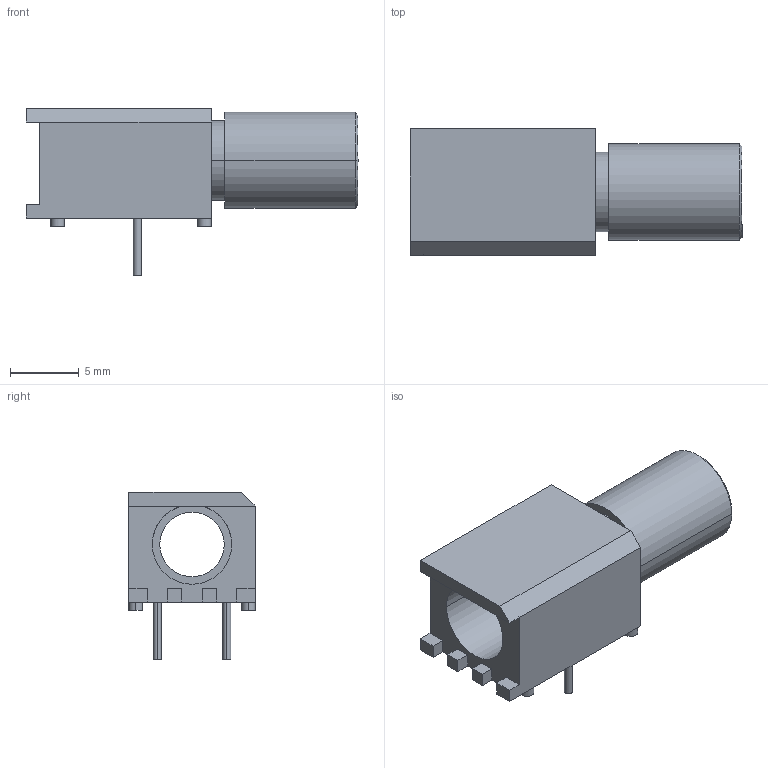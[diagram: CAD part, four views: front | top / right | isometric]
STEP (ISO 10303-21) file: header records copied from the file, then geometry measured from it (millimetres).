
FILE_DESCRIPTION((''),'2;1');
FILE_NAME('SFH350V.stp','2010-10-06T16:47:35',(''),(''),'Mechanical Desktop 2010','Mechanical Desktop 2010',', , ');
FILE_SCHEMA(('AUTOMOTIVE_DESIGN { 1 2 10303 214 1 1 1 1 }'));
Length unit declared in the file: millimetre
Products named in the file (1): Product
Bounding box: 24.2 x 9.2 x 12.2 mm (x, y, z)
Volume: 841.1 mm3; surface area: 1341.1 mm2
Topology: 10 solids, 10 shells, 65 faces, 130 edges, 85 vertices
Faces by surface type: plane 43, cylinder 20, cone 2
Entity records: 1739 total; most frequent: DIRECTION 306, CARTESIAN_POINT 281, ORIENTED_EDGE 260, EDGE_CURVE 130, AXIS2_PLACEMENT_3D 110, VECTOR 86, LINE 86, VERTEX_POINT 85
